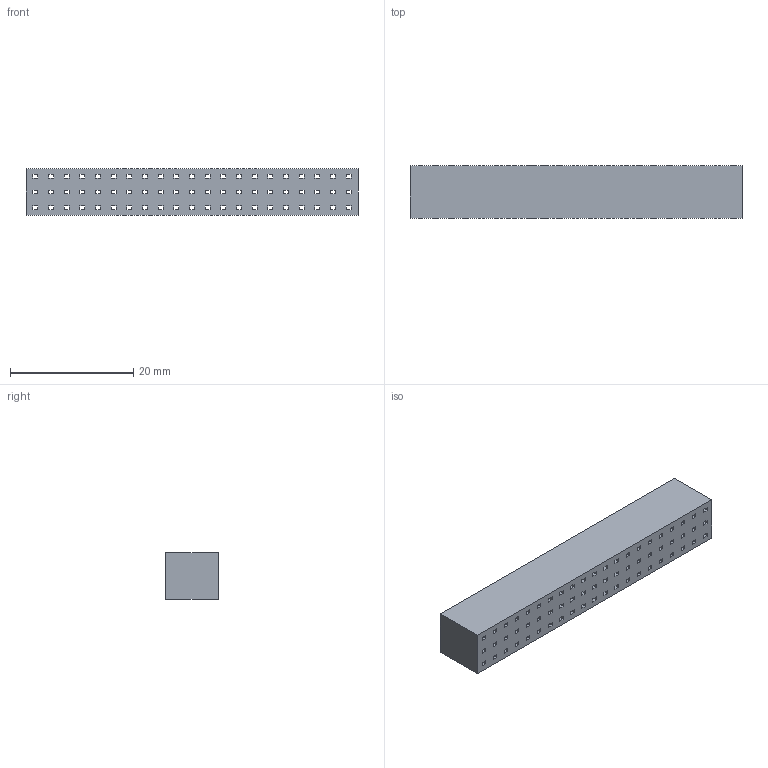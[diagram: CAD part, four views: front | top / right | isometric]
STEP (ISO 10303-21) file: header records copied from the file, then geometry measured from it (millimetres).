
FILE_DESCRIPTION(/* description */ (''),/* implementation_level */ '2;1');
FILE_NAME(/* name */ '276-2194-2_0_WIFI_CONTACT_BLOCK_REV1_ANY.ipt.step',/* time_stamp */ '2020-04-16T23:09:51-04:00',/* author */ ('Jordan'),/* organization */ (''),/* preprocessor_version */ 'ST-DEVELOPER v17',/* originating_system */ 'Autodesk Inventor 2019',/* authorisation */ '');
FILE_SCHEMA (('AUTOMOTIVE_DESIGN { 1 0 10303 214 3 1 1 }'));
Length unit declared in the file: inch
Products named in the file (1): 276-2194-2_0_WIFI_CONTACT_BLOCK_REV1_ANY
Bounding box: 53.84 x 8.51 x 7.62 mm (x, y, z)
Volume: 3233.8 mm3; surface area: 3306.5 mm2
Topology: 1 solids, 1 shells, 258 faces, 768 edges, 512 vertices
Faces by surface type: plane 258
Entity records: 8765 total; most frequent: CARTESIAN_POINT 1539, ORIENTED_EDGE 1536, DIRECTION 1286, LINE 768, VECTOR 768, EDGE_CURVE 768, VERTEX_POINT 512, EDGE_LOOP 384
